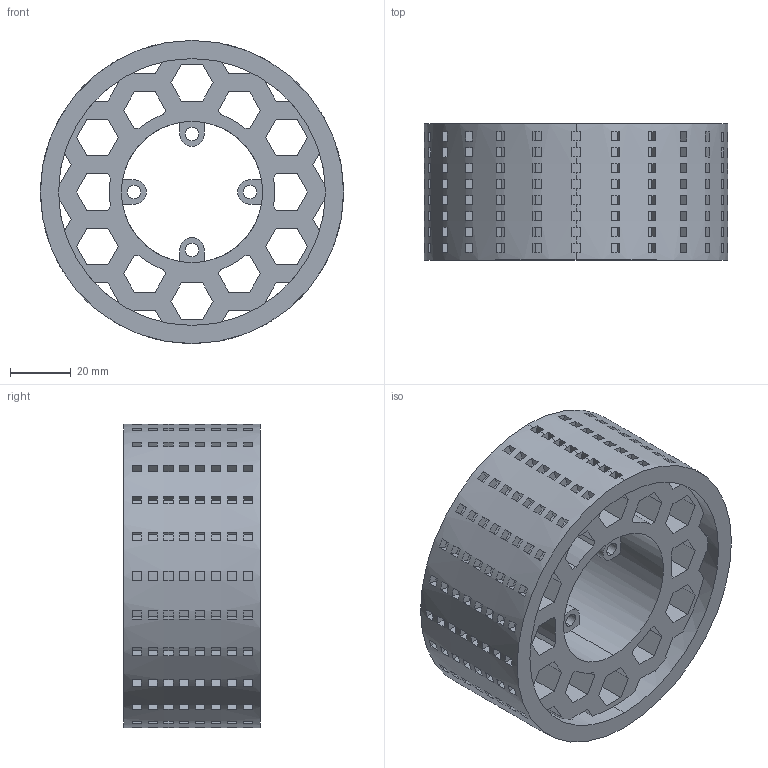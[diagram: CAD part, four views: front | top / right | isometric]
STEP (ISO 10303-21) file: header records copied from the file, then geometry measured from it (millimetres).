
FILE_DESCRIPTION (( 'STEP AP214' ), '1' );
FILE_NAME ('Rubber Wheel Rim 3D.STEP', '2025-11-17T03:43:37', ( '' ), ( '' ), 'SwSTEP 2.0', 'SolidWorks 2025', '' );
FILE_SCHEMA (( 'AUTOMOTIVE_DESIGN' ));
Length unit declared in the file: millimetre
Products named in the file (1): Rubber Wheel Rim 3D
Bounding box: 100 x 45 x 100 mm (x, y, z)
Volume: 188053.5 mm3; surface area: 69757.1 mm2
Topology: 1 solids, 1 shells, 1116 faces, 2847 edges, 1898 vertices
Faces by surface type: plane 891, cylinder 225
Entity records: 34028 total; most frequent: DIRECTION 5979, CARTESIAN_POINT 5862, ORIENTED_EDGE 5694, EDGE_CURVE 2847, AXIS2_PLACEMENT_3D 2015, VECTOR 1949, LINE 1949, VERTEX_POINT 1898
